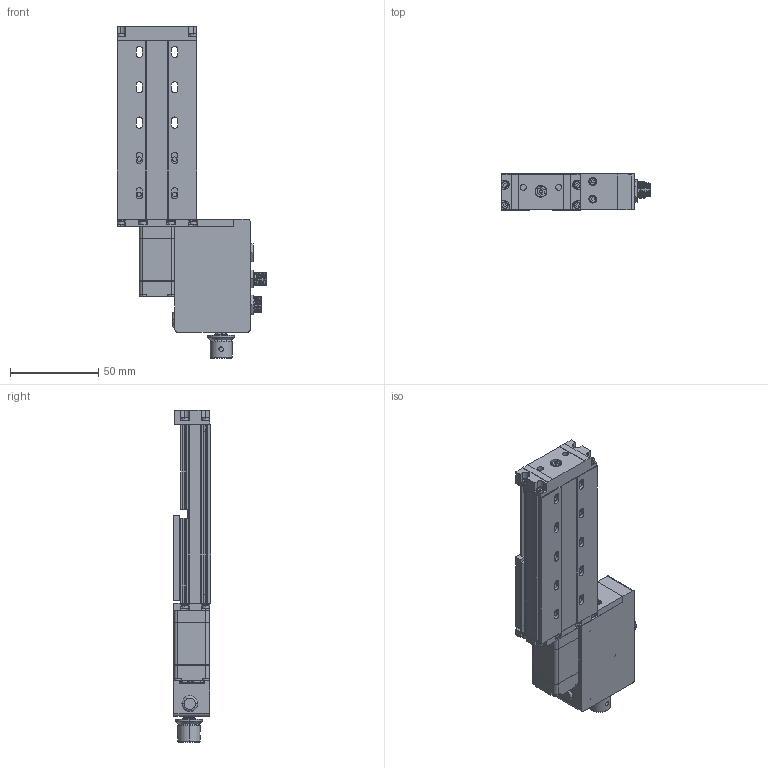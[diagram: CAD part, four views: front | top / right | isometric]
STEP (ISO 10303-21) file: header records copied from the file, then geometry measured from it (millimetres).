
FILE_DESCRIPTION (( 'STEP AP214' ), '1' );
FILE_NAME ('DataRay M2DU-50.STEP', '2016-09-15T03:49:24', ( '' ), ( '' ), 'SwSTEP 2.0', 'SolidWorks 2014', '' );
FILE_SCHEMA (( 'AUTOMOTIVE_DESIGN' ));
Length unit declared in the file: millimetre
Products named in the file (4): DataRay M2DU-50; Base Sub-Assembly (050); Carriage Sub-Assembly
Assembly tree (3 placements, depth 2):
  DataRay M2DU-50
    Base Sub-Assembly (050)
    Carriage Sub-Assembly
    DataRay M2DU-50
Bounding box: 84.7 x 21 x 188 mm (x, y, z)
Volume: 93936.2 mm3; surface area: 80268.5 mm2
Topology: 50 solids, 50 shells, 2763 faces, 7264 edges, 4719 vertices
Faces by surface type: plane 1245, cylinder 1088, bspline 271, cone 159
Entity records: 172876 total; most frequent: CARTESIAN_POINT 74448, ORIENTED_EDGE 14452, DIRECTION 13689, EDGE_CURVE 7226, AXIS2_PLACEMENT_3D 4832, VERTEX_POINT 4719, VECTOR 4025, LINE 4025
